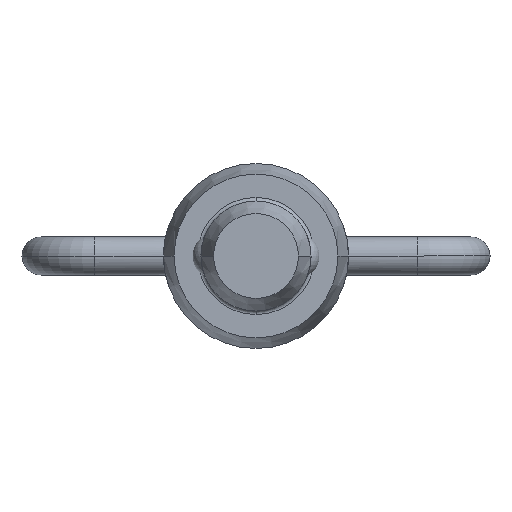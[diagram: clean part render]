
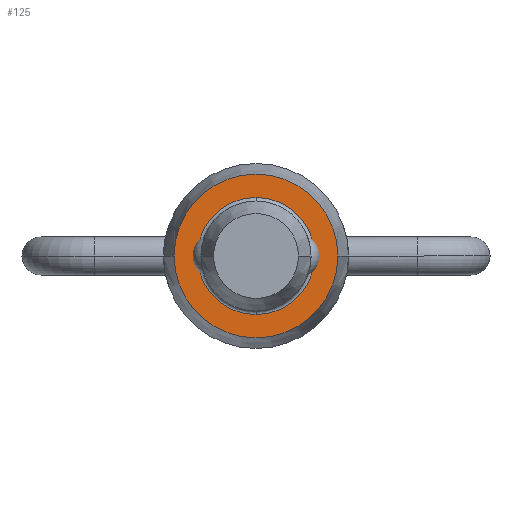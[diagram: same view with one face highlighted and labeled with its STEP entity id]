
A CAD part, front view. The second image highlights one B-rep face of the part: STEP entity #125.
In plain terms, the highlighted planar face has unit normal (0, -1, 0).
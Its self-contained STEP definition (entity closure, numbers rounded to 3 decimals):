
#125=ADVANCED_FACE('',(#256,#257),#258,.T.);
#256=FACE_OUTER_BOUND('',#389,.T.);
#257=FACE_BOUND('',#390,.T.);
#258=PLANE('',#391);
#389=EDGE_LOOP('',(#691,#692));
#390=EDGE_LOOP('',(#693,#694,#695));
#391=AXIS2_PLACEMENT_3D('',#696,#697,#698);
#691=ORIENTED_EDGE('',*,*,#900,.T.);
#692=ORIENTED_EDGE('',*,*,#892,.T.);
#693=ORIENTED_EDGE('',*,*,#912,.T.);
#694=ORIENTED_EDGE('',*,*,#794,.T.);
#695=ORIENTED_EDGE('',*,*,#913,.T.);
#696=CARTESIAN_POINT('',(-4.355,0.,0.0));
#697=DIRECTION('',(0.,-1.0,0.0));
#698=DIRECTION('',(1.0,0.,0.0));
#794=EDGE_CURVE('',#933,#939,#941,.T.);
#892=EDGE_CURVE('',#1094,#1092,#1095,.T.);
#900=EDGE_CURVE('',#1092,#1094,#1103,.T.);
#912=EDGE_CURVE('',#1115,#933,#1116,.T.);
#913=EDGE_CURVE('',#939,#1115,#1117,.T.);
#933=VERTEX_POINT('',#1138);
#939=VERTEX_POINT('',#1144);
#941=CIRCLE('',#1146,3.375);
#1092=VERTEX_POINT('',#1493);
#1094=VERTEX_POINT('',#1496);
#1095=CIRCLE('',#1497,4.722);
#1103=CIRCLE('',#1506,4.722);
#1115=VERTEX_POINT('',#1520);
#1116=CIRCLE('',#1521,3.375);
#1117=CIRCLE('',#1522,3.375);
#1138=CARTESIAN_POINT('',(0.,0.,3.375));
#1144=CARTESIAN_POINT('',(0.,0.,-3.375));
#1146=AXIS2_PLACEMENT_3D('',#1553,#1554,#1555);
#1493=CARTESIAN_POINT('',(-4.722,0.0,0.0));
#1496=CARTESIAN_POINT('',(4.722,0.,0.));
#1497=AXIS2_PLACEMENT_3D('',#1701,#1702,#1703);
#1506=AXIS2_PLACEMENT_3D('',#1714,#1715,#1716);
#1520=CARTESIAN_POINT('',(-3.375,0.0,0.0));
#1521=AXIS2_PLACEMENT_3D('',#1725,#1726,#1727);
#1522=AXIS2_PLACEMENT_3D('',#1728,#1729,#1730);
#1553=CARTESIAN_POINT('',(0.,0.0,0.0));
#1554=DIRECTION('',(0.,1.0,0.0));
#1555=DIRECTION('',(-1.0,0.,0.0));
#1701=CARTESIAN_POINT('',(0.,0.,0.));
#1702=DIRECTION('',(0.,-1.0,0.0));
#1703=DIRECTION('',(-1.0,0.,0.0));
#1714=CARTESIAN_POINT('',(0.,0.,0.));
#1715=DIRECTION('',(0.,-1.0,0.0));
#1716=DIRECTION('',(-1.0,0.,0.0));
#1725=CARTESIAN_POINT('',(0.,0.0,0.0));
#1726=DIRECTION('',(0.,1.0,0.0));
#1727=DIRECTION('',(-1.0,0.,0.0));
#1728=CARTESIAN_POINT('',(0.,0.0,0.0));
#1729=DIRECTION('',(0.,1.0,0.0));
#1730=DIRECTION('',(-1.0,0.,0.0));
